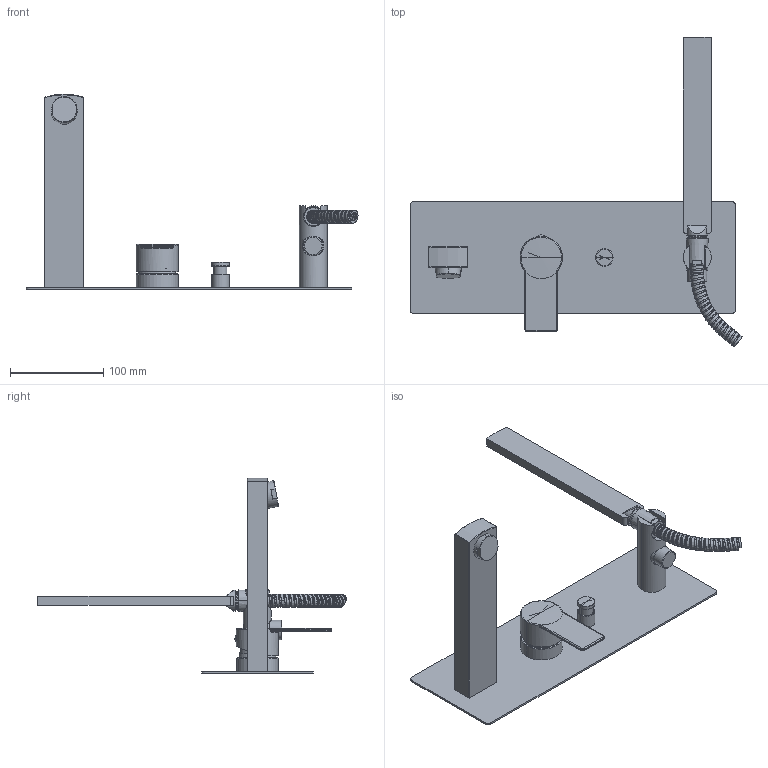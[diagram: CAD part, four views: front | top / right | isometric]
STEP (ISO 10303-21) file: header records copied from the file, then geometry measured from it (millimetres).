
FILE_DESCRIPTION((''),'2;1');
FILE_NAME('TA001CR','2021-01-18T10:02:26',('ut3'),('PAFFONI SpA'),'CREO PARAMETRIC BY PTC INC, 2020044','CREO PARAMETRIC BY PTC INC, 2020044','');
FILE_SCHEMA(('CONFIG_CONTROL_DESIGN','SHAPE_APPEARANCE_LAYERS_GROUPS'));
Products named in the file (1): TA001CR
Bounding box: 356.89 x 333.19 x 210 mm (x, y, z)
Volume: 453711.1 mm3; surface area: 178486.4 mm2
Topology: 3 solids, 3 shells, 307 faces, 729 edges, 442 vertices
Faces by surface type: plane 94, cylinder 82, bspline 60, cone 52, torus 17, sphere 2
Entity records: 34822 total; most frequent: CARTESIAN_POINT 26067, ORIENTED_EDGE 1442, DIRECTION 1318, EDGE_CURVE 721, AXIS2_PLACEMENT_3D 513, VERTEX_POINT 442, EDGE_LOOP 335, FACE_OUTER_BOUND 307
